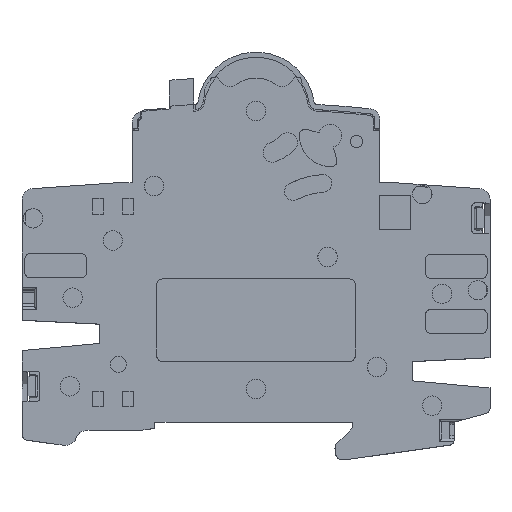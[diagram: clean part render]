
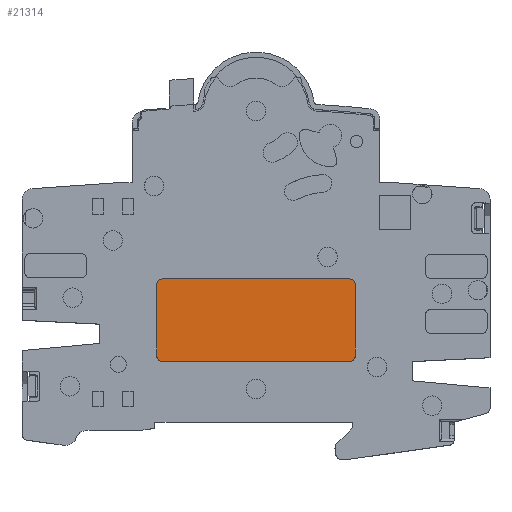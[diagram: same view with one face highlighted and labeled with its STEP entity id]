
A CAD part, top view. The second image highlights one B-rep face of the part: STEP entity #21314.
In plain terms, the highlighted planar face has unit normal (0, 0, 1).
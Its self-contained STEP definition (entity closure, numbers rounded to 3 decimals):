
#6661=CARTESIAN_POINT('',(-17.,25.,4.3));
#6662=DIRECTION('',(0.,0.,1.));
#6663=DIRECTION('',(0.,1.,0.));
#6664=AXIS2_PLACEMENT_3D('',#6661,#6662,#6663);
#6666=DIRECTION('',(-1.,0.,0.));
#6667=VECTOR('',#6666,34.);
#6668=CARTESIAN_POINT('',(17.,26.,4.3));
#6669=LINE('',#6668,#6667);
#6670=CARTESIAN_POINT('',(17.,25.,4.3));
#6671=DIRECTION('',(0.,0.,1.));
#6672=DIRECTION('',(1.,0.,0.));
#6673=AXIS2_PLACEMENT_3D('',#6670,#6671,#6672);
#6675=DIRECTION('',(0.,1.,0.));
#6676=VECTOR('',#6675,13.);
#6677=CARTESIAN_POINT('',(18.,12.,4.3));
#6678=LINE('',#6677,#6676);
#6679=CARTESIAN_POINT('',(17.,12.,4.3));
#6680=DIRECTION('',(0.,0.,1.));
#6681=DIRECTION('',(0.,-1.,0.));
#6682=AXIS2_PLACEMENT_3D('',#6679,#6680,#6681);
#6684=DIRECTION('',(1.,0.,0.));
#6685=VECTOR('',#6684,34.);
#6686=CARTESIAN_POINT('',(-17.,11.,4.3));
#6687=LINE('',#6686,#6685);
#6688=CARTESIAN_POINT('',(-17.,12.,4.3));
#6689=DIRECTION('',(0.,0.,1.));
#6690=DIRECTION('',(-1.,0.,0.));
#6691=AXIS2_PLACEMENT_3D('',#6688,#6689,#6690);
#6693=DIRECTION('',(0.,-1.,0.));
#6694=VECTOR('',#6693,13.);
#6695=CARTESIAN_POINT('',(-18.,25.,4.3));
#6696=LINE('',#6695,#6694);
#9479=CARTESIAN_POINT('',(-17.,26.,4.3));
#9480=CARTESIAN_POINT('',(-18.,25.,4.3));
#9481=VERTEX_POINT('',#9479);
#9482=VERTEX_POINT('',#9480);
#9483=CARTESIAN_POINT('',(-18.,12.,4.3));
#9484=VERTEX_POINT('',#9483);
#9485=CARTESIAN_POINT('',(-17.,11.,4.3));
#9486=VERTEX_POINT('',#9485);
#9487=CARTESIAN_POINT('',(17.,11.,4.3));
#9488=VERTEX_POINT('',#9487);
#9489=CARTESIAN_POINT('',(18.,12.,4.3));
#9490=VERTEX_POINT('',#9489);
#9491=CARTESIAN_POINT('',(18.,25.,4.3));
#9492=VERTEX_POINT('',#9491);
#9493=CARTESIAN_POINT('',(17.,26.,4.3));
#9494=VERTEX_POINT('',#9493);
#21299=CARTESIAN_POINT('',(0.,0.,4.3));
#21300=DIRECTION('',(0.,0.,1.));
#21301=DIRECTION('',(1.,0.,0.));
#21302=AXIS2_PLACEMENT_3D('',#21299,#21300,#21301);
#21303=PLANE('',#21302);
#21304=ORIENTED_EDGE('',*,*,#21139,.F.);
#21305=ORIENTED_EDGE('',*,*,#21161,.F.);
#21306=ORIENTED_EDGE('',*,*,#21182,.F.);
#21307=ORIENTED_EDGE('',*,*,#21203,.F.);
#21308=ORIENTED_EDGE('',*,*,#21224,.F.);
#21309=ORIENTED_EDGE('',*,*,#21245,.F.);
#21310=ORIENTED_EDGE('',*,*,#21266,.F.);
#21311=ORIENTED_EDGE('',*,*,#21286,.F.);
#21312=EDGE_LOOP('',(#21304,#21305,#21306,#21307,#21308,#21309,#21310,#21311));
#21313=FACE_OUTER_BOUND('',#21312,.F.);
#21314=ADVANCED_FACE('',(#21313),#21303,.T.);
#6665=CIRCLE('',#6664,1.);
#6674=CIRCLE('',#6673,1.);
#6683=CIRCLE('',#6682,1.);
#6692=CIRCLE('',#6691,1.);
#21139=EDGE_CURVE('',#9481,#9482,#6665,.T.);
#21161=EDGE_CURVE('',#9494,#9481,#6669,.T.);
#21182=EDGE_CURVE('',#9492,#9494,#6674,.T.);
#21203=EDGE_CURVE('',#9490,#9492,#6678,.T.);
#21224=EDGE_CURVE('',#9488,#9490,#6683,.T.);
#21245=EDGE_CURVE('',#9486,#9488,#6687,.T.);
#21266=EDGE_CURVE('',#9484,#9486,#6692,.T.);
#21286=EDGE_CURVE('',#9482,#9484,#6696,.T.);
